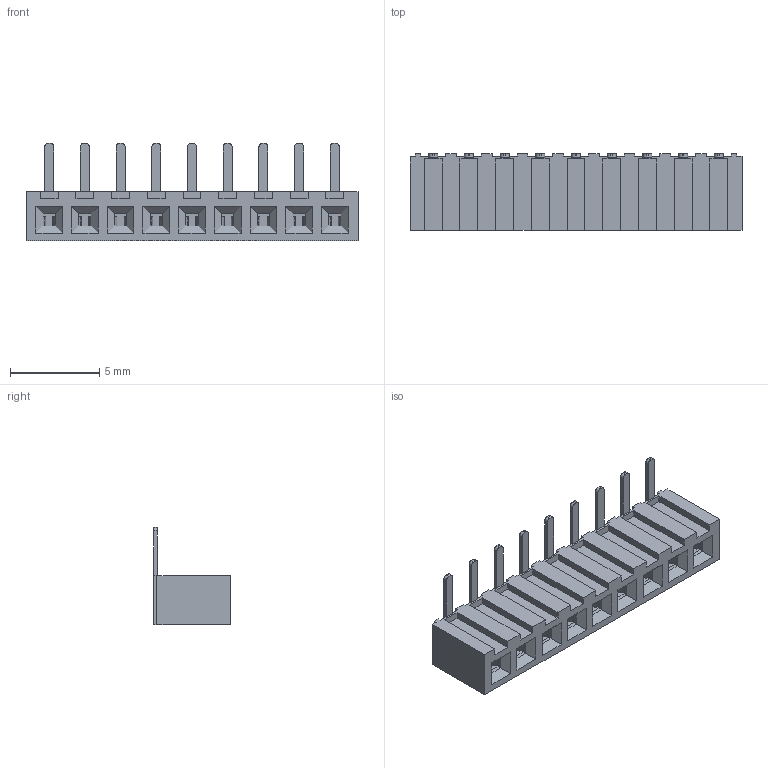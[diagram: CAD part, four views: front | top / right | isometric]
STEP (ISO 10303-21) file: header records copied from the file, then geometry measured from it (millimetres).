
FILE_DESCRIPTION( ('This file contains a STEP AP42 implementation' ,'as created by ZW3D STEP Interface translator.') ,'2;1' );
FILE_NAME( '2243-1XXRXXCUNX1.stp' ,'23 415. 934 5', (''), ('ZWCAD Software Co.'), 'Version 1.0', 'ZW3D to STEP translator', '' );
FILE_SCHEMA(('AUTOMOTIVE_DESIGN { 1 0 10303 214 1 1 1 1 }'));
Length unit declared in the file: millimetre
Products named in the file (2): 0; 2243-120RXXCUNX1
Bounding box: 18.6 x 4.3 x 5.45 mm (x, y, z)
Volume: 155 mm3; surface area: 715.3 mm2
Topology: 1 solids, 1 shells, 1072 faces, 3115 edges, 2036 vertices
Faces by surface type: plane 676, cylinder 261, bspline 135
Entity records: 48407 total; most frequent: CARTESIAN_POINT 25357, ORIENTED_EDGE 6230, EDGE_CURVE 3115, B_SPLINE_CURVE_WITH_KNOTS 2905, DIRECTION 2086, VERTEX_POINT 2036, EDGE_LOOP 1099, FACE_OUTER_BOUND 1072
